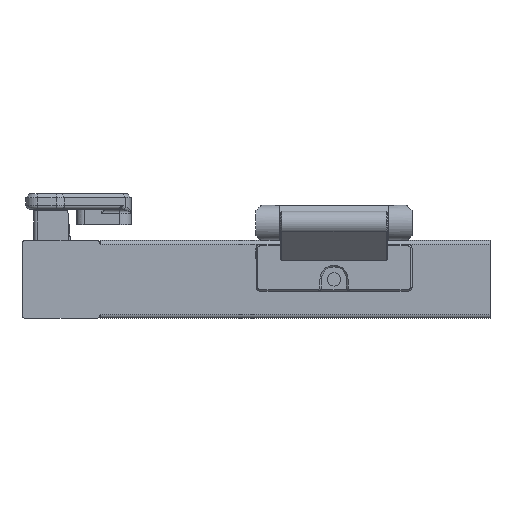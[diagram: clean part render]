
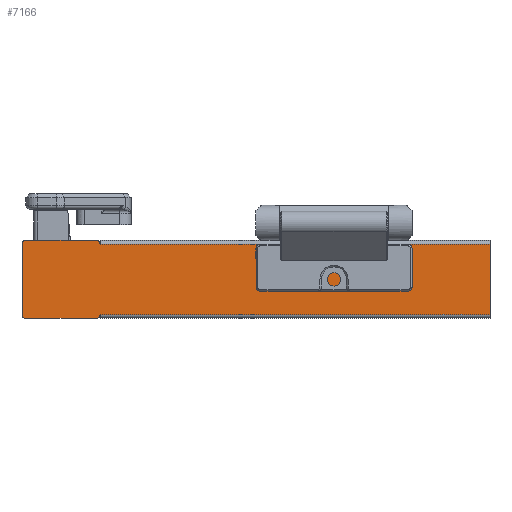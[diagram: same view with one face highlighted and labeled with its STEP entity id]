
A CAD part, left-side view. The second image highlights one B-rep face of the part: STEP entity #7166.
In plain terms, the highlighted planar face has unit normal (-1, 0, 0).
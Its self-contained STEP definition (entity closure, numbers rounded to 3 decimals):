
#255=CIRCLE('',#7696,1.);
#257=CIRCLE('',#7700,1.);
#259=CIRCLE('',#7704,1.);
#261=CIRCLE('',#7707,1.);
#652=FACE_OUTER_BOUND('',#1096,.T.);
#1096=EDGE_LOOP('',(#4824,#4825,#4826,#4827,#4828,#4829,#4830,#4831,#4832,
#4833));
#1563=LINE('',#10731,#2297);
#1568=LINE('',#10745,#2302);
#1572=LINE('',#10757,#2306);
#1581=LINE('',#10797,#2315);
#1587=LINE('',#10809,#2321);
#1588=LINE('',#10811,#2322);
#2297=VECTOR('',#8467,10.);
#2302=VECTOR('',#8480,10.);
#2306=VECTOR('',#8492,10.);
#2315=VECTOR('',#8535,10.);
#2321=VECTOR('',#8551,10.);
#2322=VECTOR('',#8554,10.);
#3031=VERTEX_POINT('',#10729);
#3032=VERTEX_POINT('',#10730);
#3035=VERTEX_POINT('',#10738);
#3037=VERTEX_POINT('',#10744);
#3039=VERTEX_POINT('',#10750);
#3041=VERTEX_POINT('',#10756);
#3043=VERTEX_POINT('',#10762);
#3044=VERTEX_POINT('',#10767);
#3054=VERTEX_POINT('',#10794);
#3055=VERTEX_POINT('',#10796);
#3685=EDGE_CURVE('',#3031,#3032,#1563,.T.);
#3689=EDGE_CURVE('',#3035,#3031,#255,.T.);
#3692=EDGE_CURVE('',#3037,#3035,#1568,.T.);
#3695=EDGE_CURVE('',#3039,#3037,#257,.T.);
#3698=EDGE_CURVE('',#3041,#3039,#1572,.T.);
#3701=EDGE_CURVE('',#3043,#3041,#259,.T.);
#3704=EDGE_CURVE('',#3032,#3044,#261,.T.);
#3718=EDGE_CURVE('',#3054,#3055,#1581,.T.);
#3725=EDGE_CURVE('',#3054,#3044,#1587,.T.);
#3726=EDGE_CURVE('',#3055,#3043,#1588,.T.);
#4824=ORIENTED_EDGE('',*,*,#3725,.T.);
#4825=ORIENTED_EDGE('',*,*,#3704,.F.);
#4826=ORIENTED_EDGE('',*,*,#3685,.F.);
#4827=ORIENTED_EDGE('',*,*,#3689,.F.);
#4828=ORIENTED_EDGE('',*,*,#3692,.F.);
#4829=ORIENTED_EDGE('',*,*,#3695,.F.);
#4830=ORIENTED_EDGE('',*,*,#3698,.F.);
#4831=ORIENTED_EDGE('',*,*,#3701,.F.);
#4832=ORIENTED_EDGE('',*,*,#3726,.F.);
#4833=ORIENTED_EDGE('',*,*,#3718,.F.);
#6898=PLANE('',#7725);
#7166=ADVANCED_FACE('',(#652),#6898,.T.);
#7696=AXIS2_PLACEMENT_3D('',#10739,#8473,#8474);
#7700=AXIS2_PLACEMENT_3D('',#10751,#8485,#8486);
#7704=AXIS2_PLACEMENT_3D('',#10763,#8497,#8498);
#7707=AXIS2_PLACEMENT_3D('',#10768,#8504,#8505);
#7725=AXIS2_PLACEMENT_3D('',#10810,#8552,#8553);
#8467=DIRECTION('',(0.,-1.,0.));
#8473=DIRECTION('center_axis',(1.,0.,0.));
#8474=DIRECTION('ref_axis',(0.,1.,0.));
#8480=DIRECTION('',(0.,0.,1.));
#8485=DIRECTION('center_axis',(1.,0.,0.));
#8486=DIRECTION('ref_axis',(0.,0.,-1.));
#8492=DIRECTION('',(0.,1.,0.));
#8497=DIRECTION('center_axis',(1.,0.,0.));
#8498=DIRECTION('ref_axis',(0.,-1.,0.));
#8504=DIRECTION('center_axis',(1.,0.,0.));
#8505=DIRECTION('ref_axis',(0.,0.,1.));
#8535=DIRECTION('',(0.,0.,-1.));
#8551=DIRECTION('',(0.,1.,0.));
#8552=DIRECTION('center_axis',(-1.,0.,0.));
#8553=DIRECTION('ref_axis',(0.,0.,1.));
#8554=DIRECTION('',(0.,1.,0.));
#10729=CARTESIAN_POINT('',(0.,59.,-4.));
#10730=CARTESIAN_POINT('',(0.,41.,-4.));
#10731=CARTESIAN_POINT('',(0.,59.,-4.));
#10738=CARTESIAN_POINT('',(0.,60.,-5.));
#10739=CARTESIAN_POINT('Origin',(0.,59.,-5.));
#10744=CARTESIAN_POINT('',(0.,60.,-23.));
#10745=CARTESIAN_POINT('',(0.,60.,-23.));
#10750=CARTESIAN_POINT('',(0.,59.,-24.));
#10751=CARTESIAN_POINT('Origin',(0.,59.,-23.));
#10756=CARTESIAN_POINT('',(0.,41.,-24.));
#10757=CARTESIAN_POINT('',(0.,41.,-24.));
#10762=CARTESIAN_POINT('',(0.,40.,-23.));
#10763=CARTESIAN_POINT('Origin',(0.,41.,-23.));
#10767=CARTESIAN_POINT('',(0.,40.,-5.));
#10768=CARTESIAN_POINT('Origin',(0.,41.,-5.));
#10794=CARTESIAN_POINT('',(0.,-60.,-5.));
#10796=CARTESIAN_POINT('',(0.,-60.,-23.));
#10797=CARTESIAN_POINT('',(0.,-60.,-23.));
#10809=CARTESIAN_POINT('',(0.,0.,-5.));
#10810=CARTESIAN_POINT('Origin',(0.,0.,-23.));
#10811=CARTESIAN_POINT('',(0.,0.,-23.));
